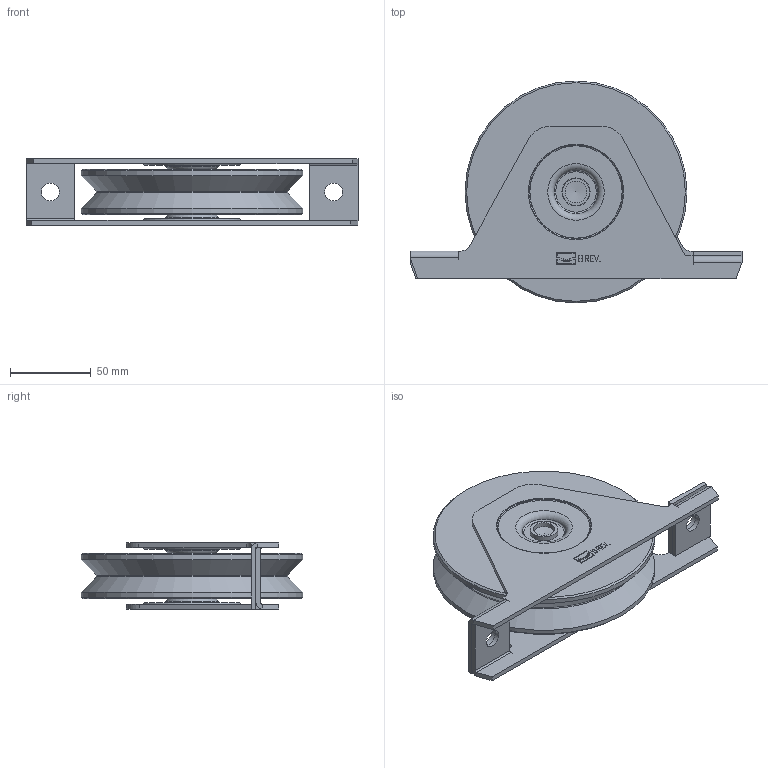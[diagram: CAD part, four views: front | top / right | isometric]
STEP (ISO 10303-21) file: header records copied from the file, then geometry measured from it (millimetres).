
FILE_DESCRIPTION(/* description */ ('336V-140 C=40 ZINCATA - RUOTA '),/* implementation_level */ '2;1');
FILE_NAME(/* name */ '11514560 001.stp',/* time_stamp */ '2024-12-19T09:02:19+01:00',/* author */ ('gcocco'),/* organization */ (''),/* preprocessor_version */ 'ST-DEVELOPER v19.2',/* originating_system */ 'Autodesk Inventor 2023',/* authorisation */ '');
FILE_SCHEMA (('AUTOMOTIVE_DESIGN { 1 0 10303 214 3 1 1 }'));
Length unit declared in the file: millimetre
Products named in the file (8): 11514560  001; 26400607  001; 21000824  001; 33311028  001; 23311028  001; 74101030; 74101030_1; P0911007-01-GUARNIZIONE
Assembly tree (10 placements, depth 4):
  11514560  001
    26400607  001  x2
    21000824  001
    33311028  001
      23311028  001
      74101030  x2
        74101030_1
        P0911007-01-GUARNIZIONE
Bounding box: 205 x 137 x 41 mm (x, y, z)
Volume: 436670.2 mm3; surface area: 121036.7 mm2
Topology: 36 solids, 36 shells, 1049 faces, 2824 edges, 1874 vertices
Faces by surface type: plane 503, bspline 380, torus 72, cylinder 60, sphere 24, cone 10
Full cylindrical faces by diameter (mm): 11 x4, 13.5 x1, 16.9 x1, 17 x2, 17.3 x2, 20 x1, 24.498 x4, 24.5 x4, 32.5 x4, 32.502 x4, 34 x1, 40 x3, 45 x1, 58 x2, 137 x2
Entity records: 13158 total; most frequent: CARTESIAN_POINT 3415, ORIENTED_EDGE 2072, DIRECTION 1694, EDGE_CURVE 1036, VERTEX_POINT 734, LINE 628, VECTOR 628, AXIS2_PLACEMENT_3D 533
